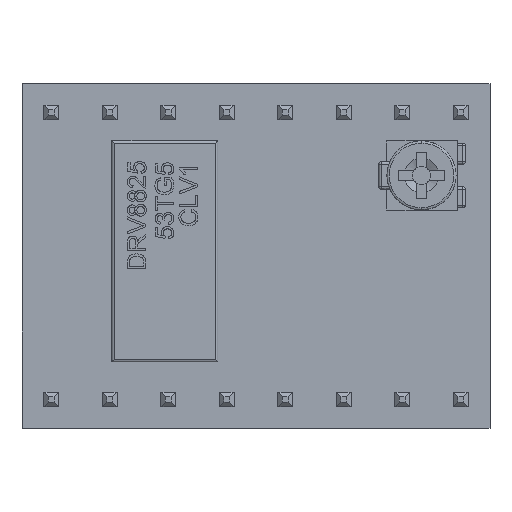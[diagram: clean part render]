
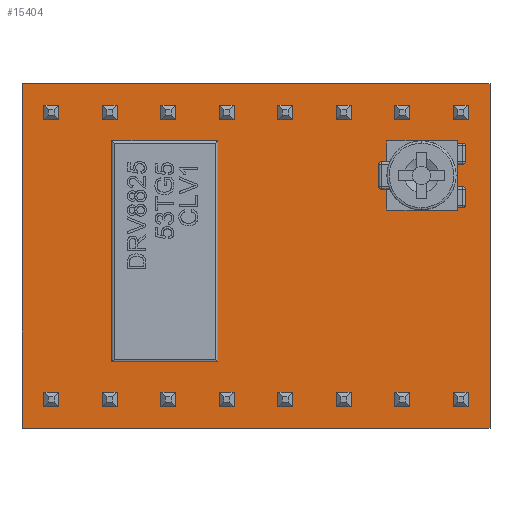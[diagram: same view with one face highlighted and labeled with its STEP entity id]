
A CAD part, top view. The second image highlights one B-rep face of the part: STEP entity #15404.
In plain terms, the highlighted planar face has unit normal (0, 0, 1).
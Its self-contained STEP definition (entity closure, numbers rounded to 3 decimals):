
#776=FACE_OUTER_BOUND('',#1709,.T.);
#1709=EDGE_LOOP('',(#11021,#11022,#11023,#11024));
#2926=LINE('',#22523,#4863);
#2929=LINE('',#22528,#4866);
#2931=LINE('',#22532,#4868);
#2932=LINE('',#22533,#4869);
#4863=VECTOR('',#17912,10.);
#4866=VECTOR('',#17917,10.);
#4868=VECTOR('',#17921,10.);
#4869=VECTOR('',#17922,10.);
#6720=VERTEX_POINT('',#22521);
#6721=VERTEX_POINT('',#22522);
#6722=VERTEX_POINT('',#22527);
#6723=VERTEX_POINT('',#22531);
#8316=EDGE_CURVE('',#6720,#6721,#2926,.T.);
#8319=EDGE_CURVE('',#6722,#6720,#2929,.T.);
#8321=EDGE_CURVE('',#6721,#6723,#2931,.T.);
#8322=EDGE_CURVE('',#6723,#6722,#2932,.T.);
#11021=ORIENTED_EDGE('',*,*,#8321,.T.);
#11022=ORIENTED_EDGE('',*,*,#8322,.T.);
#11023=ORIENTED_EDGE('',*,*,#8319,.T.);
#11024=ORIENTED_EDGE('',*,*,#8316,.T.);
#14590=PLANE('',#16389);
#15404=ADVANCED_FACE('',(#776),#14590,.F.);
#16389=AXIS2_PLACEMENT_3D('',#22530,#17919,#17920);
#17912=DIRECTION('',(0.,1.,0.));
#17917=DIRECTION('',(1.,0.,0.));
#17919=DIRECTION('center_axis',(0.,0.,-1.));
#17920=DIRECTION('ref_axis',(-1.,0.,0.));
#17921=DIRECTION('',(-1.,0.,0.));
#17922=DIRECTION('',(0.,-1.,0.));
#22521=CARTESIAN_POINT('',(20.22,0.025,9.9));
#22522=CARTESIAN_POINT('',(20.22,14.975,9.9));
#22523=CARTESIAN_POINT('',(20.22,3.763,9.9));
#22527=CARTESIAN_POINT('',(-0.1,0.025,9.9));
#22528=CARTESIAN_POINT('',(4.98,0.025,9.9));
#22530=CARTESIAN_POINT('Origin',(10.06,7.5,9.9));
#22531=CARTESIAN_POINT('',(-0.1,14.975,9.9));
#22532=CARTESIAN_POINT('',(15.14,14.975,9.9));
#22533=CARTESIAN_POINT('',(-0.1,11.238,9.9));
